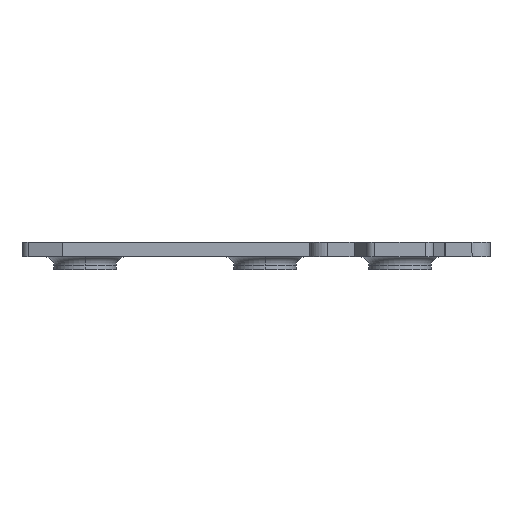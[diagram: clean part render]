
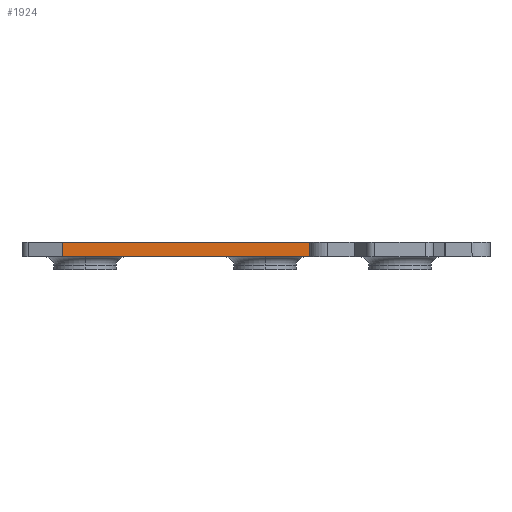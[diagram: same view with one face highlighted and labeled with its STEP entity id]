
A CAD part, left-side view. The second image highlights one B-rep face of the part: STEP entity #1924.
In plain terms, the highlighted planar face has unit normal (-1, 0, 0).
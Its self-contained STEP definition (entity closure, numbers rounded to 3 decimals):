
#270 = DIRECTION ( 'NONE',  ( 0., 1., 0. ) ) ;
#285 = ORIENTED_EDGE ( 'NONE', *, *, #867, .F. ) ;
#363 = DIRECTION ( 'NONE',  ( 0., 0., -1. ) ) ;
#457 = EDGE_CURVE ( 'NONE', #1735, #1205, #838, .T. ) ;
#594 = VECTOR ( 'NONE', #2822, 1000. ) ;
#656 = ORIENTED_EDGE ( 'NONE', *, *, #2554, .F. ) ;
#755 = VECTOR ( 'NONE', #1966, 1000. ) ;
#838 = LINE ( 'NONE', #1949, #2371 ) ;
#842 = VERTEX_POINT ( 'NONE', #1008 ) ;
#867 = EDGE_CURVE ( 'NONE', #2486, #842, #1889, .T. ) ;
#878 = LINE ( 'NONE', #1974, #2197 ) ;
#903 = CARTESIAN_POINT ( 'NONE',  ( -5., 37.5, 1.6 ) ) ;
#981 = CARTESIAN_POINT ( 'NONE',  ( -5., 37.5, 1.6 ) ) ;
#1008 = CARTESIAN_POINT ( 'NONE',  ( -5., 10., 0. ) ) ;
#1091 = DIRECTION ( 'NONE',  ( 0., -1., 0. ) ) ;
#1094 = EDGE_CURVE ( 'NONE', #1205, #842, #1344, .T. ) ;
#1205 = VERTEX_POINT ( 'NONE', #1595 ) ;
#1344 = LINE ( 'NONE', #2231, #755 ) ;
#1369 = DIRECTION ( 'NONE',  ( 1., 0., 0. ) ) ;
#1582 = ORIENTED_EDGE ( 'NONE', *, *, #1094, .T. ) ;
#1595 = CARTESIAN_POINT ( 'NONE',  ( -5., 37.5, 0. ) ) ;
#1691 = CARTESIAN_POINT ( 'NONE',  ( -5., 10., 1.6 ) ) ;
#1724 = CARTESIAN_POINT ( 'NONE',  ( -5., 10., 1.6 ) ) ;
#1735 = VERTEX_POINT ( 'NONE', #981 ) ;
#1889 = LINE ( 'NONE', #1724, #594 ) ;
#1924 = ADVANCED_FACE ( 'NONE', ( #2502 ), #2489, .F. ) ;
#1949 = CARTESIAN_POINT ( 'NONE',  ( -5., 37.5, 1.6 ) ) ;
#1966 = DIRECTION ( 'NONE',  ( 0., -1., 0. ) ) ;
#1974 = CARTESIAN_POINT ( 'NONE',  ( -5., 37.5, 1.6 ) ) ;
#2019 = ORIENTED_EDGE ( 'NONE', *, *, #457, .T. ) ;
#2054 = AXIS2_PLACEMENT_3D ( 'NONE', #903, #1369, #270 ) ;
#2174 = EDGE_LOOP ( 'NONE', ( #1582, #285, #656, #2019 ) ) ;
#2197 = VECTOR ( 'NONE', #1091, 1000. ) ;
#2231 = CARTESIAN_POINT ( 'NONE',  ( -5., 37.5, 0. ) ) ;
#2371 = VECTOR ( 'NONE', #363, 1000. ) ;
#2486 = VERTEX_POINT ( 'NONE', #1691 ) ;
#2489 = PLANE ( 'NONE',  #2054 ) ;
#2502 = FACE_OUTER_BOUND ( 'NONE', #2174, .T. ) ;
#2554 = EDGE_CURVE ( 'NONE', #1735, #2486, #878, .T. ) ;
#2822 = DIRECTION ( 'NONE',  ( 0., 0., -1. ) ) ;
